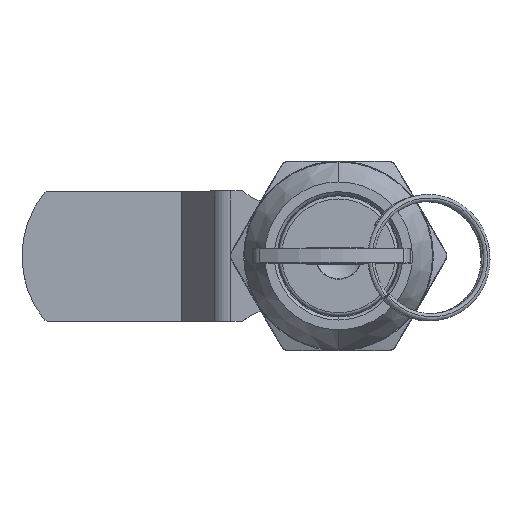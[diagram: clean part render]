
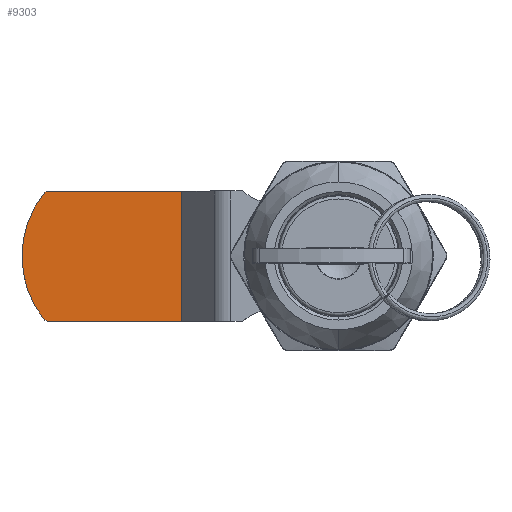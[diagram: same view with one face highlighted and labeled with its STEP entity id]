
A CAD part, top view. The second image highlights one B-rep face of the part: STEP entity #9303.
In plain terms, the highlighted planar face has unit normal (0, 0, 1).
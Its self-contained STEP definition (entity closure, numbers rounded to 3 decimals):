
#350 = EDGE_CURVE ( 'NONE', #29384, #5263, #4152, .T. ) ;
#2146 = CARTESIAN_POINT ( 'NONE',  ( -77.773, 47.113, -2.1 ) ) ;
#2596 = CARTESIAN_POINT ( 'NONE',  ( -93.602, 47.113, -2.1 ) ) ;
#3491 = CARTESIAN_POINT ( 'NONE',  ( -93.602, 25.017, -2.1 ) ) ;
#3762 = EDGE_LOOP ( 'NONE', ( #3909, #46677, #11666, #7142, #22090, #30109 ) ) ;
#3816 = CARTESIAN_POINT ( 'NONE',  ( -107.355, 25.017, -2.1 ) ) ;
#3909 = ORIENTED_EDGE ( 'NONE', *, *, #19440, .F. ) ;
#4152 = CIRCLE ( 'NONE', #10154, 1. ) ;
#4664 = CARTESIAN_POINT ( 'NONE',  ( -110.316, 41.517, -2.1 ) ) ;
#4726 = LINE ( 'NONE', #49610, #12778 ) ;
#5263 = VERTEX_POINT ( 'NONE', #32484 ) ;
#5636 = FACE_OUTER_BOUND ( 'NONE', #3762, .T. ) ;
#5664 = CARTESIAN_POINT ( 'NONE',  ( -93.602, 41.517, -2.1 ) ) ;
#5894 = DIRECTION ( 'NONE',  ( 0., 0., 1. ) ) ;
#6345 = EDGE_CURVE ( 'NONE', #19764, #29781, #17144, .T. ) ;
#7142 = ORIENTED_EDGE ( 'NONE', *, *, #27267, .F. ) ;
#9303 = ADVANCED_FACE ( 'NONE', ( #5636 ), #50525, .T. ) ;
#10154 = AXIS2_PLACEMENT_3D ( 'NONE', #13532, #50653, #26607 ) ;
#11666 = ORIENTED_EDGE ( 'NONE', *, *, #350, .T. ) ;
#12097 = LINE ( 'NONE', #3816, #52523 ) ;
#12778 = VECTOR ( 'NONE', #12995, 1000. ) ;
#12995 = DIRECTION ( 'NONE',  ( 1., 0., 0. ) ) ;
#13532 = CARTESIAN_POINT ( 'NONE',  ( -110.316, 40.517, -2.1 ) ) ;
#17144 = CIRCLE ( 'NONE', #52099, 1. ) ;
#19440 = EDGE_CURVE ( 'NONE', #30080, #47135, #19691, .T. ) ;
#19599 = DIRECTION ( 'NONE',  ( 1., 0., 0. ) ) ;
#19691 = LINE ( 'NONE', #2596, #31198 ) ;
#19764 = VERTEX_POINT ( 'NONE', #48530 ) ;
#20126 = DIRECTION ( 'NONE',  ( -1., 0., 0. ) ) ;
#22090 = ORIENTED_EDGE ( 'NONE', *, *, #6345, .T. ) ;
#24114 = DIRECTION ( 'NONE',  ( 0., 0., -1. ) ) ;
#26607 = DIRECTION ( 'NONE',  ( 1., 0., 0. ) ) ;
#27267 = EDGE_CURVE ( 'NONE', #19764, #5263, #45971, .T. ) ;
#28077 = DIRECTION ( 'NONE',  ( 0., 0., 1. ) ) ;
#29384 = VERTEX_POINT ( 'NONE', #4664 ) ;
#29781 = VERTEX_POINT ( 'NONE', #32650 ) ;
#30080 = VERTEX_POINT ( 'NONE', #5664 ) ;
#30109 = ORIENTED_EDGE ( 'NONE', *, *, #46946, .F. ) ;
#31198 = VECTOR ( 'NONE', #35975, 1000. ) ;
#32093 = CARTESIAN_POINT ( 'NONE',  ( -110.316, 26.017, -2.1 ) ) ;
#32484 = CARTESIAN_POINT ( 'NONE',  ( -111.106, 41.129, -2.1 ) ) ;
#32650 = CARTESIAN_POINT ( 'NONE',  ( -110.316, 25.017, -2.1 ) ) ;
#35975 = DIRECTION ( 'NONE',  ( 0., -1., 0. ) ) ;
#36368 = AXIS2_PLACEMENT_3D ( 'NONE', #2146, #5894, #42242 ) ;
#37130 = CARTESIAN_POINT ( 'NONE',  ( -100.95, 33.267, -2.1 ) ) ;
#37408 = AXIS2_PLACEMENT_3D ( 'NONE', #37130, #24114, #19599 ) ;
#41543 = EDGE_CURVE ( 'NONE', #29384, #30080, #4726, .T. ) ;
#42242 = DIRECTION ( 'NONE',  ( 1., 0., 0. ) ) ;
#44375 = DIRECTION ( 'NONE',  ( 1., 0., 0. ) ) ;
#45971 = CIRCLE ( 'NONE', #37408, 12.844 ) ;
#46677 = ORIENTED_EDGE ( 'NONE', *, *, #41543, .F. ) ;
#46946 = EDGE_CURVE ( 'NONE', #47135, #29781, #12097, .T. ) ;
#47135 = VERTEX_POINT ( 'NONE', #3491 ) ;
#48530 = CARTESIAN_POINT ( 'NONE',  ( -111.106, 25.405, -2.1 ) ) ;
#49610 = CARTESIAN_POINT ( 'NONE',  ( -107.355, 41.517, -2.1 ) ) ;
#50525 = PLANE ( 'NONE',  #36368 ) ;
#50653 = DIRECTION ( 'NONE',  ( 0., 0., 1. ) ) ;
#52099 = AXIS2_PLACEMENT_3D ( 'NONE', #32093, #28077, #44375 ) ;
#52523 = VECTOR ( 'NONE', #20126, 1000. ) ;
